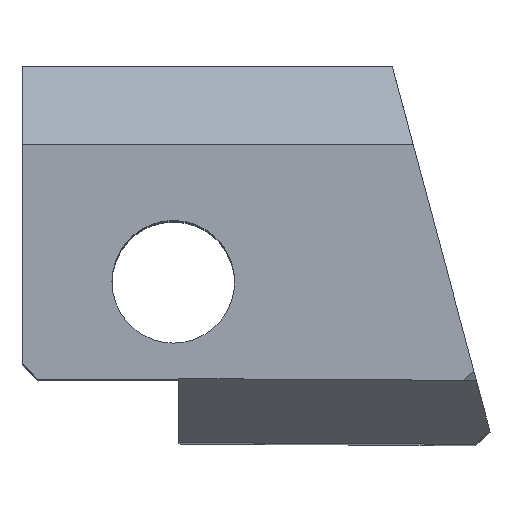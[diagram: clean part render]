
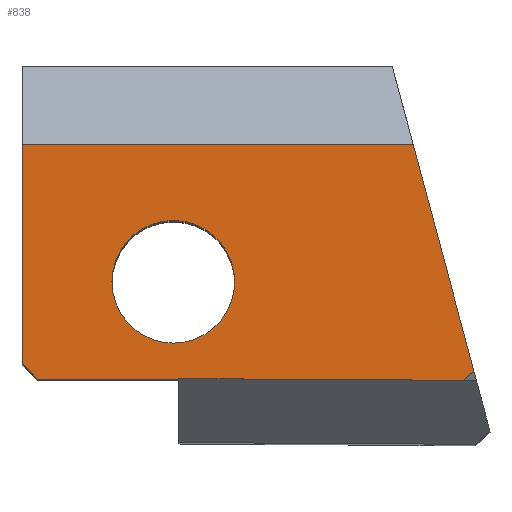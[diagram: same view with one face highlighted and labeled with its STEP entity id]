
A CAD part, top view. The second image highlights one B-rep face of the part: STEP entity #838.
In plain terms, the highlighted planar face has unit normal (0, 0, 1).
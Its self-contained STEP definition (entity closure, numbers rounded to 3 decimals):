
#4 = CARTESIAN_POINT ( 'NONE',  ( 140.399, 111.235, 102.189 ) ) ;
#49 = VERTEX_POINT ( 'NONE', #4 ) ;
#69 = CARTESIAN_POINT ( 'NONE',  ( 140.254, 113.773, 102.189 ) ) ;
#81 = CARTESIAN_POINT ( 'NONE',  ( 146.511, 117.357, 102.189 ) ) ;
#84 = CARTESIAN_POINT ( 'NONE',  ( 138.654, 113.773, 102.189 ) ) ;
#117 = EDGE_CURVE ( 'NONE', #49, #1549, #1685, .T. ) ;
#123 = VECTOR ( 'NONE', #1778, 1000. ) ;
#130 = CARTESIAN_POINT ( 'NONE',  ( 146.88, 115.979, 102.189 ) ) ;
#241 = VERTEX_POINT ( 'NONE', #81 ) ;
#272 = DIRECTION ( 'NONE',  ( -1., 0.006, 0. ) ) ;
#283 = LINE ( 'NONE', #1034, #1528 ) ;
#303 = FACE_OUTER_BOUND ( 'NONE', #1003, .T. ) ;
#347 = LINE ( 'NONE', #808, #1115 ) ;
#352 = EDGE_CURVE ( 'NONE', #729, #1549, #1792, .T. ) ;
#371 = CIRCLE ( 'NONE', #1010, 1.6 ) ;
#375 = EDGE_CURVE ( 'NONE', #241, #1108, #283, .T. ) ;
#423 = ORIENTED_EDGE ( 'NONE', *, *, #352, .F. ) ;
#443 = ORIENTED_EDGE ( 'NONE', *, *, #375, .T. ) ;
#449 = CARTESIAN_POINT ( 'NONE',  ( 136.307, 112.705, 102.189 ) ) ;
#467 = CARTESIAN_POINT ( 'NONE',  ( 139.254, 111.235, 102.189 ) ) ;
#489 = AXIS2_PLACEMENT_3D ( 'NONE', #69, #1608, #1580 ) ;
#500 = EDGE_CURVE ( 'NONE', #1949, #1101, #1122, .T. ) ;
#516 = CARTESIAN_POINT ( 'NONE',  ( 136.307, 111.644, 102.189 ) ) ;
#555 = DIRECTION ( 'NONE',  ( 0., 0., 1. ) ) ;
#556 = EDGE_CURVE ( 'NONE', #1358, #1527, #1612, .T. ) ;
#565 = DIRECTION ( 'NONE',  ( 1., 0., 0. ) ) ;
#577 = CARTESIAN_POINT ( 'NONE',  ( 140.399, 111.249, 102.189 ) ) ;
#609 = PLANE ( 'NONE',  #1458 ) ;
#616 = VECTOR ( 'NONE', #772, 1000. ) ;
#617 = LINE ( 'NONE', #467, #1397 ) ;
#634 = CARTESIAN_POINT ( 'NONE',  ( 140.384, 108.709, 102.189 ) ) ;
#655 = DIRECTION ( 'NONE',  ( 0.75, 0.661, 0. ) ) ;
#662 = EDGE_LOOP ( 'NONE', ( #1516, #1553 ) ) ;
#700 = EDGE_CURVE ( 'NONE', #241, #1389, #899, .T. ) ;
#726 = VECTOR ( 'NONE', #1252, 1000. ) ;
#729 = VERTEX_POINT ( 'NONE', #1811 ) ;
#751 = DIRECTION ( 'NONE',  ( -1., 0., 0. ) ) ;
#772 = DIRECTION ( 'NONE',  ( 0., 1., 0. ) ) ;
#783 = LINE ( 'NONE', #449, #616 ) ;
#808 = CARTESIAN_POINT ( 'NONE',  ( 146.633, 110.151, 102.189 ) ) ;
#824 = VECTOR ( 'NONE', #272, 1000. ) ;
#832 = CARTESIAN_POINT ( 'NONE',  ( 136.307, 117.357, 102.189 ) ) ;
#838 = ADVANCED_FACE ( 'NONE', ( #1984, #303 ), #609, .F. ) ;
#846 = ORIENTED_EDGE ( 'NONE', *, *, #1791, .F. ) ;
#881 = ORIENTED_EDGE ( 'NONE', *, *, #700, .F. ) ;
#899 = LINE ( 'NONE', #130, #123 ) ;
#921 = CARTESIAN_POINT ( 'NONE',  ( 148.096, 111.44, 102.189 ) ) ;
#922 = DIRECTION ( 'NONE',  ( 0., -1., 0. ) ) ;
#954 = EDGE_CURVE ( 'NONE', #1101, #1108, #783, .T. ) ;
#958 = CARTESIAN_POINT ( 'NONE',  ( 137.11, 110.841, 102.189 ) ) ;
#1003 = EDGE_LOOP ( 'NONE', ( #1795, #423, #1548, #881, #443, #1647, #1664, #846 ) ) ;
#1010 = AXIS2_PLACEMENT_3D ( 'NONE', #1469, #555, #565 ) ;
#1029 = CARTESIAN_POINT ( 'NONE',  ( 136.716, 111.235, 102.189 ) ) ;
#1034 = CARTESIAN_POINT ( 'NONE',  ( 141.88, 117.357, 102.189 ) ) ;
#1101 = VERTEX_POINT ( 'NONE', #516 ) ;
#1108 = VERTEX_POINT ( 'NONE', #832 ) ;
#1115 = VECTOR ( 'NONE', #655, 1000. ) ;
#1122 = LINE ( 'NONE', #958, #1693 ) ;
#1224 = CARTESIAN_POINT ( 'NONE',  ( 142.42, 114.175, 102.189 ) ) ;
#1232 = DIRECTION ( 'NONE',  ( -1., 0., 0. ) ) ;
#1252 = DIRECTION ( 'NONE',  ( 0.006, 1., 0. ) ) ;
#1358 = VERTEX_POINT ( 'NONE', #1702 ) ;
#1389 = VERTEX_POINT ( 'NONE', #921 ) ;
#1397 = VECTOR ( 'NONE', #1232, 1000. ) ;
#1458 = AXIS2_PLACEMENT_3D ( 'NONE', #1224, #1532, #922 ) ;
#1469 = CARTESIAN_POINT ( 'NONE',  ( 140.254, 113.773, 102.189 ) ) ;
#1516 = ORIENTED_EDGE ( 'NONE', *, *, #556, .F. ) ;
#1527 = VERTEX_POINT ( 'NONE', #84 ) ;
#1528 = VECTOR ( 'NONE', #751, 1000. ) ;
#1532 = DIRECTION ( 'NONE',  ( 0., 0., -1. ) ) ;
#1548 = ORIENTED_EDGE ( 'NONE', *, *, #1828, .T. ) ;
#1549 = VERTEX_POINT ( 'NONE', #577 ) ;
#1553 = ORIENTED_EDGE ( 'NONE', *, *, #1648, .F. ) ;
#1572 = DIRECTION ( 'NONE',  ( -0.707, 0.707, 0. ) ) ;
#1580 = DIRECTION ( 'NONE',  ( 1., 0., 0. ) ) ;
#1608 = DIRECTION ( 'NONE',  ( 0., 0., 1. ) ) ;
#1612 = CIRCLE ( 'NONE', #489, 1.6 ) ;
#1647 = ORIENTED_EDGE ( 'NONE', *, *, #954, .F. ) ;
#1648 = EDGE_CURVE ( 'NONE', #1527, #1358, #371, .T. ) ;
#1664 = ORIENTED_EDGE ( 'NONE', *, *, #500, .F. ) ;
#1685 = LINE ( 'NONE', #634, #726 ) ;
#1693 = VECTOR ( 'NONE', #1572, 1000. ) ;
#1702 = CARTESIAN_POINT ( 'NONE',  ( 141.854, 113.773, 102.189 ) ) ;
#1778 = DIRECTION ( 'NONE',  ( 0.259, -0.966, 0. ) ) ;
#1791 = EDGE_CURVE ( 'NONE', #49, #1949, #617, .T. ) ;
#1792 = LINE ( 'NONE', #1802, #824 ) ;
#1795 = ORIENTED_EDGE ( 'NONE', *, *, #117, .T. ) ;
#1802 = CARTESIAN_POINT ( 'NONE',  ( 148.535, 111.201, 102.189 ) ) ;
#1811 = CARTESIAN_POINT ( 'NONE',  ( 147.829, 111.205, 102.189 ) ) ;
#1828 = EDGE_CURVE ( 'NONE', #729, #1389, #347, .T. ) ;
#1949 = VERTEX_POINT ( 'NONE', #1029 ) ;
#1984 = FACE_BOUND ( 'NONE', #662, .T. ) ;
